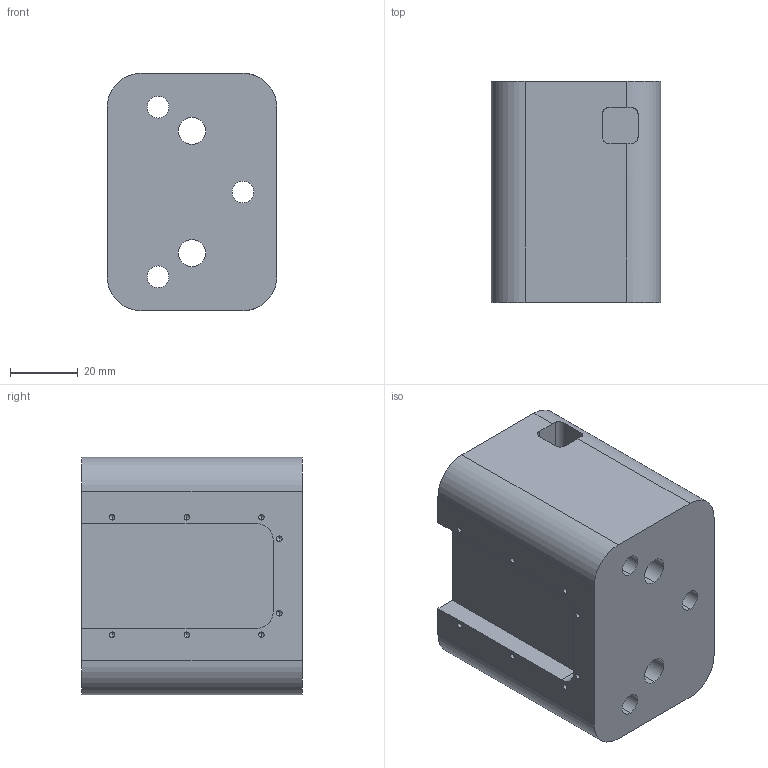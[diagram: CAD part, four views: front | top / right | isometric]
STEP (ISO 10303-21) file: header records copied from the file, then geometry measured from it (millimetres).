
FILE_DESCRIPTION (( 'STEP AP203' ), '1' );
FILE_NAME ('EXXON_USI_12_Aa.STEP', '2020-09-18T15:47:17', ( '' ), ( '' ), 'SwSTEP 2.0', 'SolidWorks 2020', '' );
FILE_SCHEMA (( 'CONFIG_CONTROL_DESIGN' ));
Length unit declared in the file: millimetre
Products named in the file (1): EXXON_USI_12_Aa
Bounding box: 50 x 65.1 x 70 mm (x, y, z)
Volume: 192422.2 mm3; surface area: 31459.7 mm2
Topology: 1 solids, 1 shells, 101 faces, 266 edges, 159 vertices
Faces by surface type: cylinder 56, plane 23, cone 22
Entity records: 3139 total; most frequent: CARTESIAN_POINT 565, DIRECTION 556, ORIENTED_EDGE 488, EDGE_CURVE 244, AXIS2_PLACEMENT_3D 214, VERTEX_POINT 159, EDGE_LOOP 129, LINE 128
